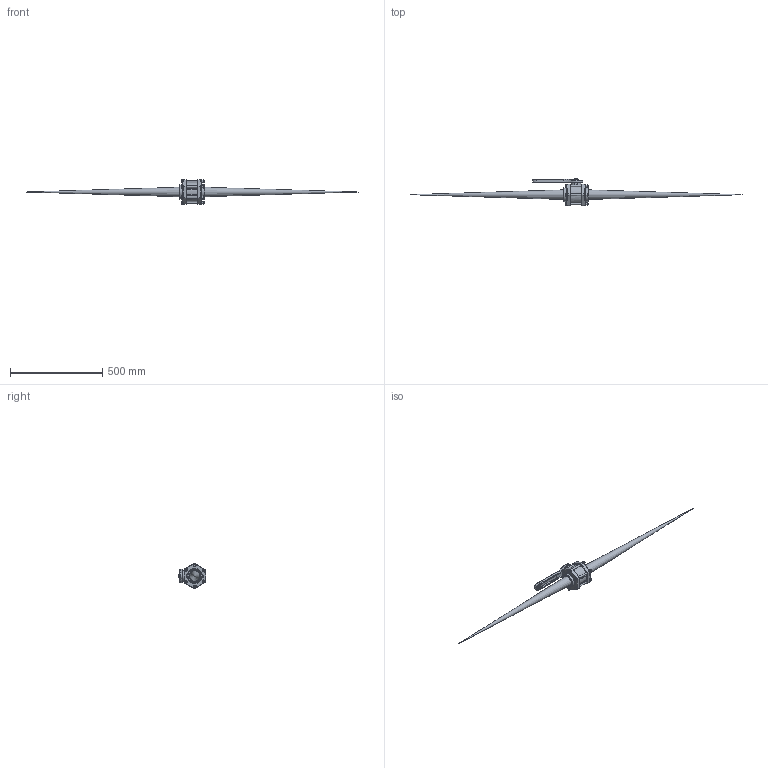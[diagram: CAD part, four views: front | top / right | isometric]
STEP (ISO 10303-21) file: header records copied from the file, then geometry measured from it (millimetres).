
FILE_DESCRIPTION(/* description */ ('2" FPT X 2" PORT POLY VALVE'),/* implementation_level */ '2;1');
FILE_NAME(/* name */ 'V200FP.stp',/* time_stamp */ '2020-09-08T10:05:43-04:00',/* author */ ('MEG'),/* organization */ (''),/* preprocessor_version */ 'ST-DEVELOPER v17.2',/* originating_system */ 'Autodesk Inventor 2019',/* authorisation */ '');
FILE_SCHEMA (('AUTOMOTIVE_DESIGN { 1 0 10303 214 3 1 1 }'));
Length unit declared in the file: inch
Products named in the file (21): V200FP; V25254; V25254_1; V25153; V25256; VX25256; V25121; V25020; V20018; V20019; V25017; V25160; V25163; V25060; V25264; V25151B; V25151BX; V25258A; V25255A; V25255AM; V25255AX
Assembly tree (38 placements, depth 4):
  V200FP
    V25254
      V25254_1
    V25153
    V25256  x2
      VX25256
    V25121
    V25020
    V20018  x6
    V20019  x6
    V25017  x6
    V25160
    V25163
    V25060
    V25264  x2
    V25151B
      V25151BX
    V25258A  x2
    V25255A
      V25255AM
        V25255AX
Bounding box: 1797.09 x 147.73 x 134.78 mm (x, y, z)
Volume: 945871.1 mm3; surface area: 990136.5 mm2
Topology: 33 solids, 33 shells, 2269 faces, 5946 edges, 3837 vertices
Faces by surface type: plane 885, cylinder 610, cone 471, bspline 205, torus 82, sphere 16
Full cylindrical faces by diameter (mm): 7.798 x1, 8.236 x90, 9.525 x91, 10.312 x1, 11.43 x12, 14.275 x1, 25.4 x2, 25.527 x1, 25.806 x1, 31.521 x1, 31.623 x1, 31.75 x3, 35.306 x1, 36.525 x1, 37.084 x2, 50.8 x2, 52.07 x3, 54.61 x1, 55.499 x2, 56.769 x2, 60.579 x2, 64.77 x2, 65.024 x2, 76.2 x2, 84.709 x2, 84.887 x2, 85.852 x1, 88.9 x2, 96.114 x2, 104.775 x1
Entity records: 45078 total; most frequent: CARTESIAN_POINT 14357, ORIENTED_EDGE 6482, DIRECTION 5857, EDGE_CURVE 3241, VERTEX_POINT 2096, AXIS2_PLACEMENT_3D 1985, LINE 1887, VECTOR 1887
